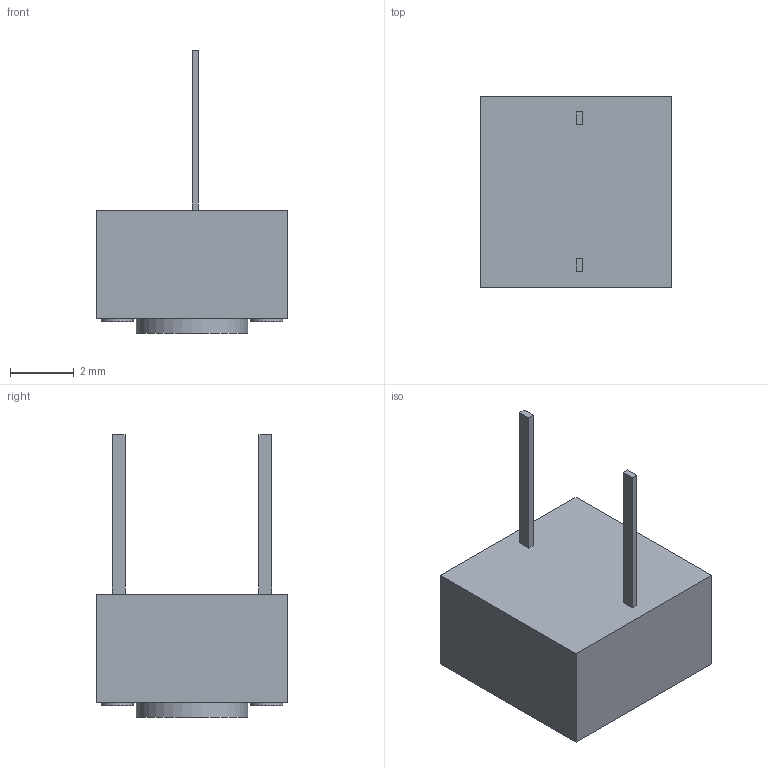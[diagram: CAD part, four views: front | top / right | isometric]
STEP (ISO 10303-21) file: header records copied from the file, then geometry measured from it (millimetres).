
FILE_DESCRIPTION(('FreeCAD Model'),'2;1');
FILE_NAME('Open CASCADE Shape Model','2022-02-02T01:08:16',('Author'),( ''),'Open CASCADE STEP processor 7.5','FreeCAD','Unknown');
FILE_SCHEMA(('AUTOMOTIVE_DESIGN { 1 0 10303 214 1 1 1 1 }'));
Length unit declared in the file: millimetre
Products named in the file (10): Unnamed; Cilindro004; Cilindro003; Cilindro002; Cilindro001; Pin2; Pin; Cilindro; Cuerpo
Assembly tree (9 placements, depth 3):
  Unnamed
    Cilindro004
    Cilindro003
    Cilindro002
    Cilindro001
    Unnamed
      Pin2
      Pin
      Cilindro
    Cuerpo
Bounding box: 6 x 6 x 8.87 mm (x, y, z)
Volume: 128.3 mm3; surface area: 198.2 mm2
Topology: 8 solids, 8 shells, 33 faces, 51 edges, 34 vertices
Faces by surface type: plane 28, cylinder 5
Full cylindrical faces by diameter (mm): 1 x4, 3.5 x1
Entity records: 1648 total; most frequent: DIRECTION 249, CARTESIAN_POINT 230, LINE 133, VECTOR 133, ORIENTED_EDGE 102, PCURVE 102, DEFINITIONAL_REPRESENTATION 102, AXIS2_PLACEMENT_3D 53
